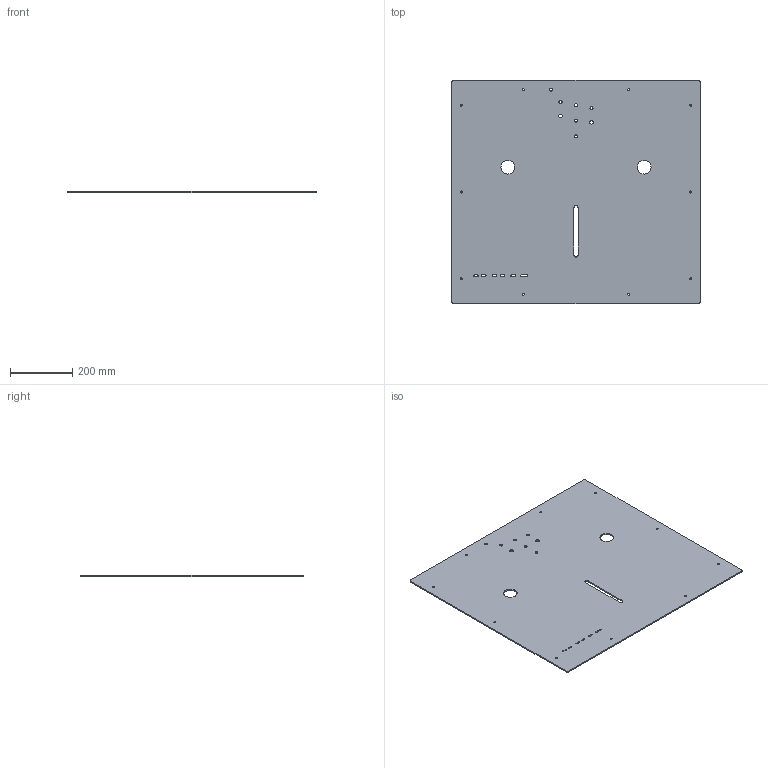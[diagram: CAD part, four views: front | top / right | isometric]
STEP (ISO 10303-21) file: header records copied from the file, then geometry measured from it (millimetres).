
FILE_DESCRIPTION (( 'STEP AP203' ), '1' );
FILE_NAME ('plaque frontale 4mm.STEP', '2020-09-12T14:54:40', ( '' ), ( '' ), 'SwSTEP 2.0', 'SolidWorks 2017', '' );
FILE_SCHEMA (( 'CONFIG_CONTROL_DESIGN' ));
Length unit declared in the file: millimetre
Products named in the file (1): plaque frontale 4mm
Bounding box: 800 x 720 x 4 mm (x, y, z)
Volume: 2277408.1 mm3; surface area: 1156095.1 mm2
Topology: 1 solids, 1 shells, 84 faces, 246 edges, 164 vertices
Faces by surface type: cylinder 64, plane 20
Entity records: 3043 total; most frequent: DIRECTION 544, CARTESIAN_POINT 495, ORIENTED_EDGE 492, EDGE_CURVE 246, AXIS2_PLACEMENT_3D 213, VERTEX_POINT 164, EDGE_LOOP 138, CIRCLE 128
